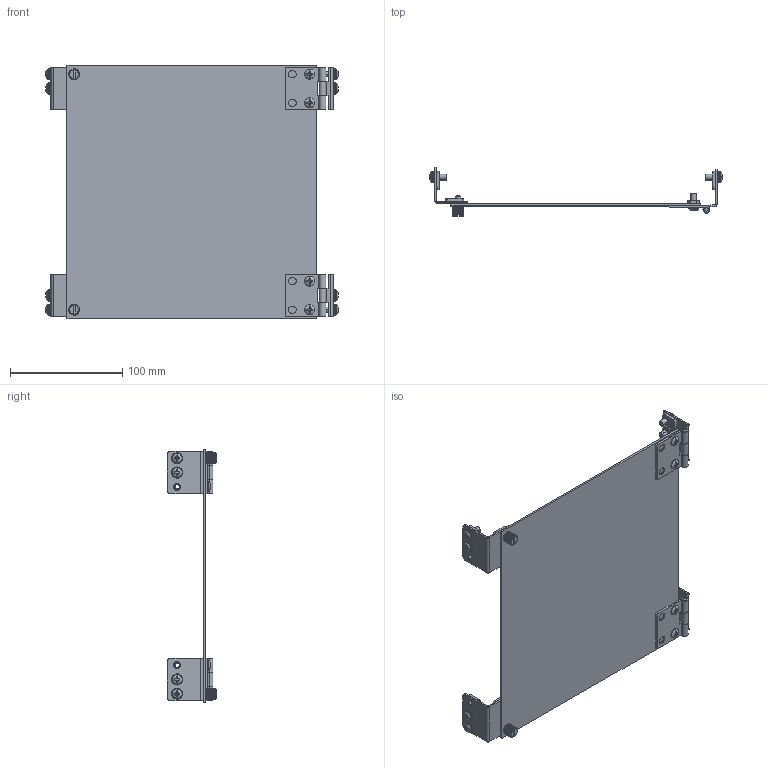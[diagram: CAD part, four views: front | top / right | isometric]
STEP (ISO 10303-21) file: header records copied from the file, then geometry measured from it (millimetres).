
FILE_DESCRIPTION (( 'STEP AP214' ), '1' );
FILE_NAME ('SPB1.STEP', '2019-07-16T11:06:18', ( '' ), ( '' ), 'SwSTEP 2.0', 'SolidWorks 2018', '' );
FILE_SCHEMA (( 'AUTOMOTIVE_DESIGN' ));
Length unit declared in the file: inch
Products named in the file (1): SPB1
Bounding box: 259.95 x 43.92 x 225.43 mm (x, y, z)
Volume: 119784 mm3; surface area: 140940 mm2
Topology: 53 solids, 53 shells, 1400 faces, 3734 edges, 2472 vertices
Faces by surface type: plane 858, cylinder 456, bspline 48, torus 24, cone 14
Entity records: 66766 total; most frequent: CARTESIAN_POINT 13781, ORIENTED_EDGE 7468, DIRECTION 6556, EDGE_CURVE 3734, VERTEX_POINT 2472, AXIS2_PLACEMENT_3D 2407, VECTOR 1742, LINE 1742
